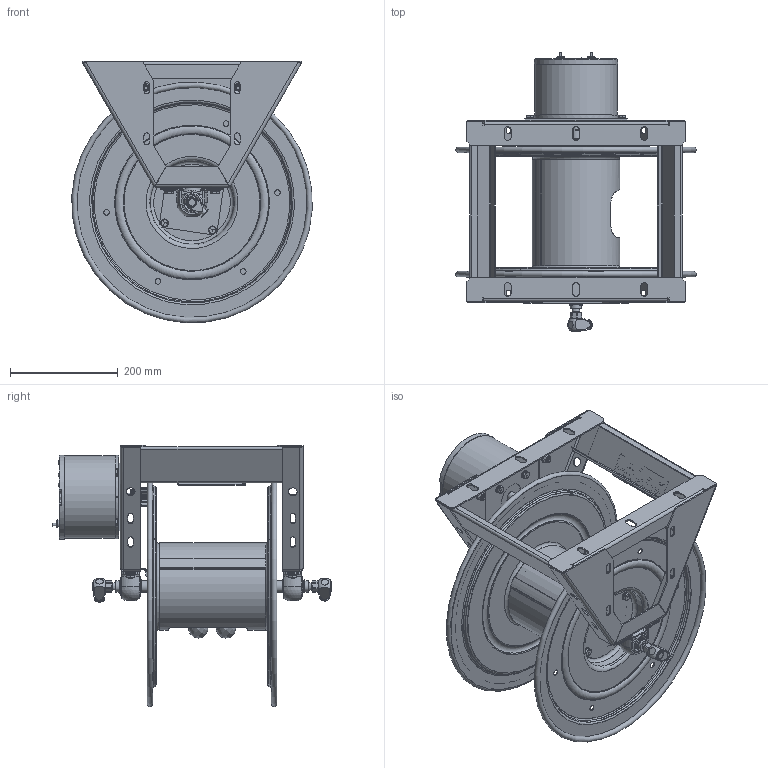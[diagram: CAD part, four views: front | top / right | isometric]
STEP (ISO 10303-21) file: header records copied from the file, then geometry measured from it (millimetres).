
FILE_DESCRIPTION(/* description */ (''),/* implementation_level */ '2;1');
FILE_NAME(/* name */ '1275HPL-4-8-E_SHARED.stp',/* time_stamp */ '2020-03-16T13:23:47-07:00',/* author */ ('NMelton'),/* organization */ (''),/* preprocessor_version */ 'ST-DEVELOPER v17',/* originating_system */ 'Autodesk Inventor 2019',/* authorisation */ '');
FILE_SCHEMA (('AUTOMOTIVE_DESIGN { 1 0 10303 214 3 1 1 }'));
Products named in the file (1): 1275HPL-4-8-E_SHARED
Bounding box: 447.02 x 519.55 x 486.02 mm (x, y, z)
Surface area: 1754882.1 mm2 (no closed solid volume)
Topology: 0 solids, 159 shells, 2916 faces, 10234 edges, 7213 vertices
Faces by surface type: cylinder 1135, plane 960, bspline 318, cone 310, torus 138, sphere 55
Full cylindrical faces by diameter (mm): 1.245 x4, 1.321 x4, 2.54 x1, 3.048 x1, 3.962 x1, 4.826 x1, 5.08 x2, 6.35 x1, 6.985 x4, 7.938 x7, 9.347 x2, 10.414 x6, 10.439 x1, 10.592 x2, 11.43 x12, 12.192 x2, 12.7 x6, 12.859 x4, 13.398 x2, 13.843 x2, 13.868 x2, 14.186 x4, 14.3 x1, 15.875 x3, 16.662 x4, 16.764 x1, 17.575 x2, 17.615 x8, 17.78 x2, 18.644 x2
Entity records: 126382 total; most frequent: CARTESIAN_POINT 41349, ORIENTED_EDGE 16393, DIRECTION 15960, EDGE_CURVE 10134, VERTEX_POINT 7213, AXIS2_PLACEMENT_3D 5828, LINE 4304, VECTOR 4304
